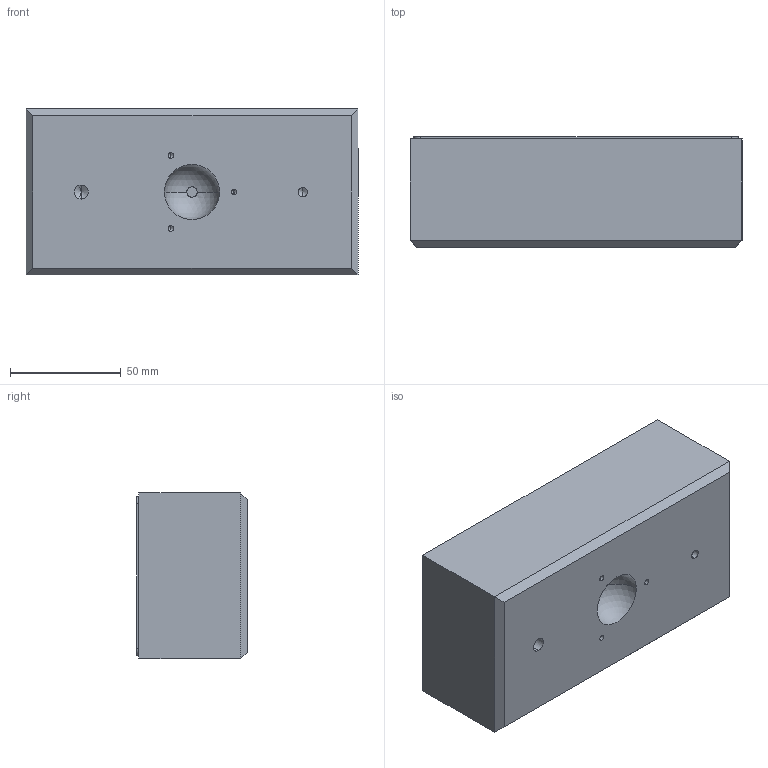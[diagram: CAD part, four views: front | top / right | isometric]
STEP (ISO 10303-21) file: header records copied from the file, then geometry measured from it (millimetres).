
FILE_DESCRIPTION (( 'STEP AP214' ), '1' );
FILE_NAME ('S127501.STEP', '2019-08-23T19:23:37', ( '' ), ( '' ), 'SwSTEP 2.0', 'SolidWorks 2019', '' );
FILE_SCHEMA (( 'AUTOMOTIVE_DESIGN' ));
Length unit declared in the file: inch
Products named in the file (1): S127501
Bounding box: 150.01 x 49.96 x 75.01 mm (x, y, z)
Volume: 554515.5 mm3; surface area: 69553.9 mm2
Topology: 2 solids, 2 shells, 61 faces, 146 edges, 86 vertices
Faces by surface type: cylinder 24, plane 23, cone 12, sphere 2
Entity records: 2630 total; most frequent: CARTESIAN_POINT 404, DIRECTION 300, ORIENTED_EDGE 268, EDGE_CURVE 134, AXIS2_PLACEMENT_3D 110, VERTEX_POINT 86, LINE 80, VECTOR 80
